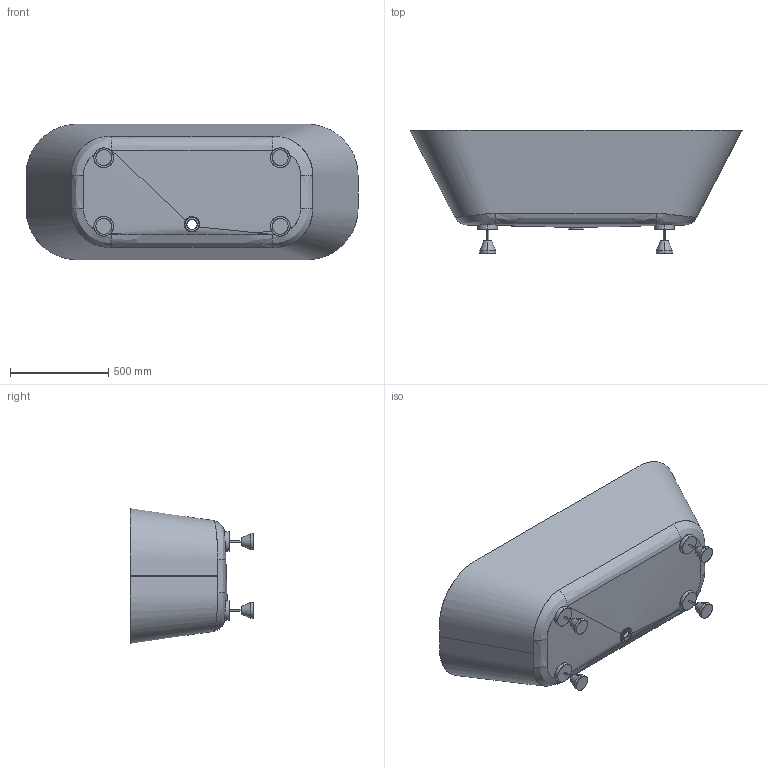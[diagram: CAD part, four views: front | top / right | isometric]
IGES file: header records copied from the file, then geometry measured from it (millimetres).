
Start section: SolidWorks IGES file using analytic representation for surfaces
Global section: file name: PI-2.IGS; native system: SolidWorks 2017; preprocessor: SolidWorks 2017; author: M.Poidinger; date: 180427.125207; units: millimetre
Bounding box: 1692.52 x 630 x 690.22 mm (x, y, z)
Surface area: 4990334.8 mm2 (no closed solid volume)
Topology: 0 solids, 0 shells, 78 faces, 3020 edges, 3020 vertices
Faces by surface type: bspline 42, revolution 36
